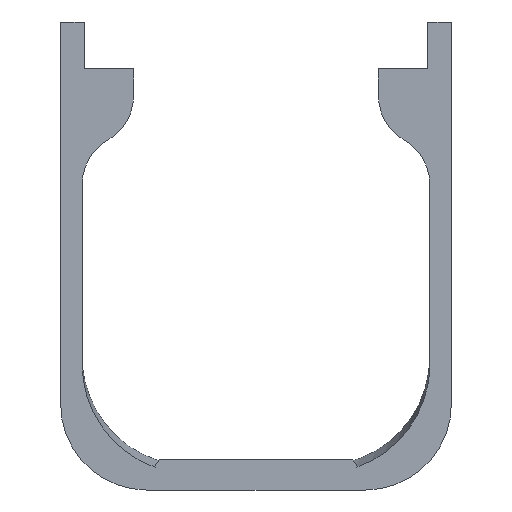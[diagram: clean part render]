
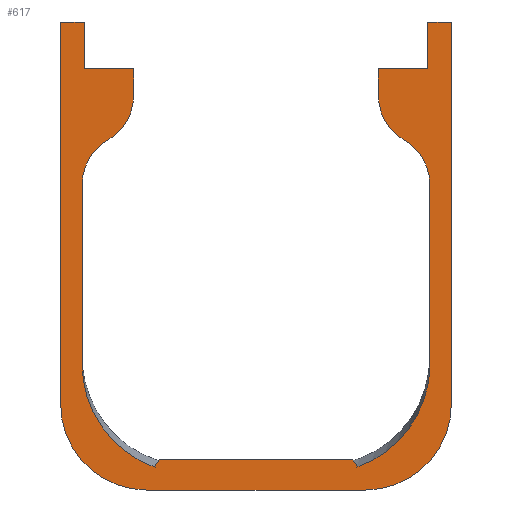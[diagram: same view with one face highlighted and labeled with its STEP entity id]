
A CAD part, front view. The second image highlights one B-rep face of the part: STEP entity #617.
In plain terms, the highlighted planar face has unit normal (0, -1, 0).
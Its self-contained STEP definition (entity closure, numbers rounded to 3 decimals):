
#19=CIRCLE('',#677,12.);
#20=CIRCLE('',#678,12.);
#21=CIRCLE('',#679,20.);
#22=CIRCLE('',#680,20.);
#23=CIRCLE('',#681,12.);
#24=CIRCLE('',#682,12.);
#53=FACE_OUTER_BOUND('',#85,.T.);
#85=EDGE_LOOP('',(#439,#440,#441,#442,#443,#444,#445,#446,#447,#448,#449,
#450,#451,#452,#453,#454,#455,#456,#457,#458,#459,#460,#461,#462,#463,#464));
#118=ELLIPSE('',#673,25.386,25.);
#120=ELLIPSE('',#676,25.386,25.);
#126=LINE('',#917,#192);
#129=LINE('',#923,#195);
#131=LINE('',#926,#197);
#133=LINE('',#930,#199);
#136=LINE('',#940,#202);
#139=LINE('',#953,#205);
#140=LINE('',#959,#206);
#141=LINE('',#961,#207);
#142=LINE('',#963,#208);
#143=LINE('',#965,#209);
#144=LINE('',#967,#210);
#145=LINE('',#971,#211);
#146=LINE('',#975,#212);
#147=LINE('',#977,#213);
#148=LINE('',#979,#214);
#149=LINE('',#981,#215);
#150=LINE('',#983,#216);
#151=LINE('',#988,#217);
#192=VECTOR('',#731,10.);
#195=VECTOR('',#736,10.);
#197=VECTOR('',#740,10.);
#199=VECTOR('',#744,10.);
#202=VECTOR('',#755,10.);
#205=VECTOR('',#768,10.);
#206=VECTOR('',#773,10.);
#207=VECTOR('',#774,10.);
#208=VECTOR('',#775,10.);
#209=VECTOR('',#776,10.);
#210=VECTOR('',#777,10.);
#211=VECTOR('',#780,10.);
#212=VECTOR('',#783,10.);
#213=VECTOR('',#784,10.);
#214=VECTOR('',#785,10.);
#215=VECTOR('',#786,10.);
#216=VECTOR('',#787,10.);
#217=VECTOR('',#792,10.);
#260=VERTEX_POINT('',#914);
#261=VERTEX_POINT('',#916);
#262=VERTEX_POINT('',#920);
#263=VERTEX_POINT('',#922);
#264=VERTEX_POINT('',#928);
#267=VERTEX_POINT('',#938);
#268=VERTEX_POINT('',#942);
#271=VERTEX_POINT('',#950);
#272=VERTEX_POINT('',#952);
#273=VERTEX_POINT('',#954);
#274=VERTEX_POINT('',#956);
#275=VERTEX_POINT('',#958);
#276=VERTEX_POINT('',#960);
#277=VERTEX_POINT('',#962);
#278=VERTEX_POINT('',#964);
#279=VERTEX_POINT('',#966);
#280=VERTEX_POINT('',#968);
#281=VERTEX_POINT('',#970);
#282=VERTEX_POINT('',#972);
#283=VERTEX_POINT('',#974);
#284=VERTEX_POINT('',#976);
#285=VERTEX_POINT('',#978);
#286=VERTEX_POINT('',#980);
#287=VERTEX_POINT('',#982);
#288=VERTEX_POINT('',#984);
#289=VERTEX_POINT('',#986);
#321=EDGE_CURVE('',#260,#261,#126,.T.);
#324=EDGE_CURVE('',#262,#263,#129,.T.);
#326=EDGE_CURVE('',#261,#262,#131,.T.);
#328=EDGE_CURVE('',#264,#260,#133,.T.);
#333=EDGE_CURVE('',#267,#264,#136,.T.);
#334=EDGE_CURVE('',#263,#268,#118,.T.);
#338=EDGE_CURVE('',#271,#267,#120,.T.);
#339=EDGE_CURVE('',#272,#271,#139,.T.);
#340=EDGE_CURVE('',#273,#272,#19,.T.);
#341=EDGE_CURVE('',#274,#273,#20,.T.);
#342=EDGE_CURVE('',#274,#275,#140,.T.);
#343=EDGE_CURVE('',#275,#276,#141,.T.);
#344=EDGE_CURVE('',#276,#277,#142,.T.);
#345=EDGE_CURVE('',#278,#277,#143,.T.);
#346=EDGE_CURVE('',#279,#278,#144,.T.);
#347=EDGE_CURVE('',#280,#279,#21,.T.);
#348=EDGE_CURVE('',#281,#280,#145,.T.);
#349=EDGE_CURVE('',#282,#281,#22,.T.);
#350=EDGE_CURVE('',#283,#282,#146,.T.);
#351=EDGE_CURVE('',#283,#284,#147,.T.);
#352=EDGE_CURVE('',#284,#285,#148,.T.);
#353=EDGE_CURVE('',#285,#286,#149,.T.);
#354=EDGE_CURVE('',#286,#287,#150,.T.);
#355=EDGE_CURVE('',#288,#287,#23,.T.);
#356=EDGE_CURVE('',#289,#288,#24,.T.);
#357=EDGE_CURVE('',#268,#289,#151,.T.);
#439=ORIENTED_EDGE('',*,*,#328,.F.);
#440=ORIENTED_EDGE('',*,*,#333,.F.);
#441=ORIENTED_EDGE('',*,*,#338,.F.);
#442=ORIENTED_EDGE('',*,*,#339,.F.);
#443=ORIENTED_EDGE('',*,*,#340,.F.);
#444=ORIENTED_EDGE('',*,*,#341,.F.);
#445=ORIENTED_EDGE('',*,*,#342,.T.);
#446=ORIENTED_EDGE('',*,*,#343,.T.);
#447=ORIENTED_EDGE('',*,*,#344,.T.);
#448=ORIENTED_EDGE('',*,*,#345,.F.);
#449=ORIENTED_EDGE('',*,*,#346,.F.);
#450=ORIENTED_EDGE('',*,*,#347,.F.);
#451=ORIENTED_EDGE('',*,*,#348,.F.);
#452=ORIENTED_EDGE('',*,*,#349,.F.);
#453=ORIENTED_EDGE('',*,*,#350,.F.);
#454=ORIENTED_EDGE('',*,*,#351,.T.);
#455=ORIENTED_EDGE('',*,*,#352,.T.);
#456=ORIENTED_EDGE('',*,*,#353,.T.);
#457=ORIENTED_EDGE('',*,*,#354,.T.);
#458=ORIENTED_EDGE('',*,*,#355,.F.);
#459=ORIENTED_EDGE('',*,*,#356,.F.);
#460=ORIENTED_EDGE('',*,*,#357,.F.);
#461=ORIENTED_EDGE('',*,*,#334,.F.);
#462=ORIENTED_EDGE('',*,*,#324,.F.);
#463=ORIENTED_EDGE('',*,*,#326,.F.);
#464=ORIENTED_EDGE('',*,*,#321,.F.);
#594=PLANE('',#675);
#617=ADVANCED_FACE('',(#53),#594,.T.);
#673=AXIS2_PLACEMENT_3D('',#943,#758,#759);
#675=AXIS2_PLACEMENT_3D('',#949,#764,#765);
#676=AXIS2_PLACEMENT_3D('',#951,#766,#767);
#677=AXIS2_PLACEMENT_3D('',#955,#769,#770);
#678=AXIS2_PLACEMENT_3D('',#957,#771,#772);
#679=AXIS2_PLACEMENT_3D('',#969,#778,#779);
#680=AXIS2_PLACEMENT_3D('',#973,#781,#782);
#681=AXIS2_PLACEMENT_3D('',#985,#788,#789);
#682=AXIS2_PLACEMENT_3D('',#987,#790,#791);
#731=DIRECTION('',(1.,0.,0.));
#736=DIRECTION('',(0.,0.,-1.));
#740=DIRECTION('',(0.707,0.,-0.707));
#744=DIRECTION('',(0.707,0.,0.707));
#755=DIRECTION('',(0.,0.,1.));
#758=DIRECTION('center_axis',(0.,-1.,0.));
#759=DIRECTION('ref_axis',(0.,0.,-1.));
#764=DIRECTION('center_axis',(0.,-1.,0.));
#765=DIRECTION('ref_axis',(0.,0.,1.));
#766=DIRECTION('center_axis',(0.,-1.,0.));
#767=DIRECTION('ref_axis',(0.,0.,-1.));
#768=DIRECTION('',(0.,0.,-1.));
#769=DIRECTION('center_axis',(0.,-1.,0.));
#770=DIRECTION('ref_axis',(-0.707,0.,0.707));
#771=DIRECTION('center_axis',(0.,1.,0.));
#772=DIRECTION('ref_axis',(0.866,0.,-0.5));
#773=DIRECTION('',(0.,0.,1.));
#774=DIRECTION('',(-1.,0.,0.));
#775=DIRECTION('',(0.,0.,1.));
#776=DIRECTION('',(1.,0.,0.));
#777=DIRECTION('',(0.,0.,1.));
#778=DIRECTION('center_axis',(0.,1.,0.));
#779=DIRECTION('ref_axis',(-0.707,0.,-0.707));
#780=DIRECTION('',(-1.,0.,0.));
#781=DIRECTION('center_axis',(0.,1.,0.));
#782=DIRECTION('ref_axis',(0.707,0.,-0.707));
#783=DIRECTION('',(0.,0.,-1.));
#784=DIRECTION('',(-1.,0.,0.));
#785=DIRECTION('',(0.,0.,-1.));
#786=DIRECTION('',(-1.,0.,0.));
#787=DIRECTION('',(0.,0.,-1.));
#788=DIRECTION('center_axis',(0.,1.,0.));
#789=DIRECTION('ref_axis',(-0.866,0.,-0.5));
#790=DIRECTION('center_axis',(0.,-1.,0.));
#791=DIRECTION('ref_axis',(0.707,0.,0.707));
#792=DIRECTION('',(0.,0.,1.));
#914=CARTESIAN_POINT('',(-22.5,-12.5,-90.113));
#916=CARTESIAN_POINT('',(22.5,-12.5,-90.113));
#917=CARTESIAN_POINT('',(-23.5,-12.5,-90.113));
#920=CARTESIAN_POINT('',(23.5,-12.5,-91.113));
#922=CARTESIAN_POINT('',(23.5,-12.5,-91.779));
#923=CARTESIAN_POINT('',(23.5,-12.5,-90.113));
#926=CARTESIAN_POINT('',(8.5,-12.5,-76.113));
#928=CARTESIAN_POINT('',(-23.5,-12.5,-91.113));
#930=CARTESIAN_POINT('',(-29.25,-12.5,-96.863));
#938=CARTESIAN_POINT('',(-23.5,-12.5,-91.779));
#940=CARTESIAN_POINT('',(-23.5,-12.5,-93.113));
#942=CARTESIAN_POINT('',(40.5,-12.5,-67.728));
#943=CARTESIAN_POINT('Origin',(15.5,-12.5,-67.728));
#949=CARTESIAN_POINT('Origin',(-41.5,-12.5,-97.113));
#950=CARTESIAN_POINT('',(-40.5,-12.5,-67.728));
#951=CARTESIAN_POINT('Origin',(-15.5,-12.5,-67.728));
#952=CARTESIAN_POINT('',(-40.5,-12.5,-26.));
#953=CARTESIAN_POINT('',(-40.5,-12.5,11.887));
#954=CARTESIAN_POINT('',(-34.5,-12.5,-15.608));
#955=CARTESIAN_POINT('Origin',(-28.5,-12.5,-26.));
#956=CARTESIAN_POINT('',(-28.5,-12.5,-5.215));
#957=CARTESIAN_POINT('Origin',(-40.5,-12.5,-5.215));
#958=CARTESIAN_POINT('',(-28.5,-12.5,1.));
#959=CARTESIAN_POINT('',(-28.5,-12.5,1.));
#960=CARTESIAN_POINT('',(-40.,-12.5,1.));
#961=CARTESIAN_POINT('',(-40.5,-12.5,1.));
#962=CARTESIAN_POINT('',(-40.,-12.5,11.887));
#963=CARTESIAN_POINT('',(-40.,-12.5,1.));
#964=CARTESIAN_POINT('',(-45.5,-12.5,11.887));
#965=CARTESIAN_POINT('',(-45.5,-12.5,11.887));
#966=CARTESIAN_POINT('',(-45.5,-12.5,-77.113));
#967=CARTESIAN_POINT('',(-45.5,-12.5,-97.113));
#968=CARTESIAN_POINT('',(-25.5,-12.5,-97.113));
#969=CARTESIAN_POINT('Origin',(-25.5,-12.5,-77.113));
#970=CARTESIAN_POINT('',(25.5,-12.5,-97.113));
#971=CARTESIAN_POINT('',(-41.5,-12.5,-97.113));
#972=CARTESIAN_POINT('',(45.5,-12.5,-77.113));
#973=CARTESIAN_POINT('Origin',(25.5,-12.5,-77.113));
#974=CARTESIAN_POINT('',(45.5,-12.5,11.887));
#975=CARTESIAN_POINT('',(45.5,-12.5,11.887));
#976=CARTESIAN_POINT('',(40.,-12.5,11.887));
#977=CARTESIAN_POINT('',(45.5,-12.5,11.887));
#978=CARTESIAN_POINT('',(40.,-12.5,1.));
#979=CARTESIAN_POINT('',(40.,-12.5,11.887));
#980=CARTESIAN_POINT('',(28.5,-12.5,1.));
#981=CARTESIAN_POINT('',(40.5,-12.5,1.));
#982=CARTESIAN_POINT('',(28.5,-12.5,-5.215));
#983=CARTESIAN_POINT('',(28.5,-12.5,1.));
#984=CARTESIAN_POINT('',(34.5,-12.5,-15.608));
#985=CARTESIAN_POINT('Origin',(40.5,-12.5,-5.215));
#986=CARTESIAN_POINT('',(40.5,-12.5,-26.));
#987=CARTESIAN_POINT('Origin',(28.5,-12.5,-26.));
#988=CARTESIAN_POINT('',(40.5,-12.5,11.887));
